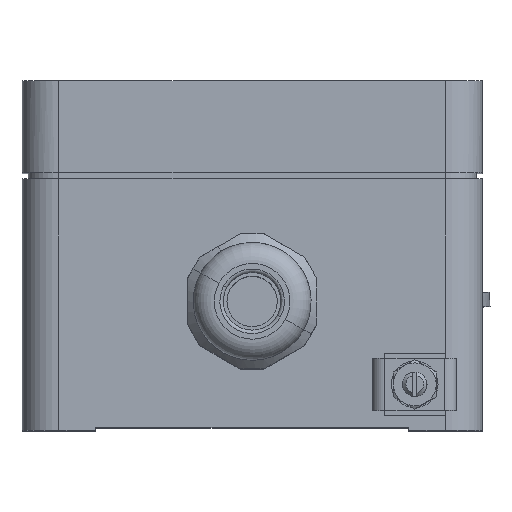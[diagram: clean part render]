
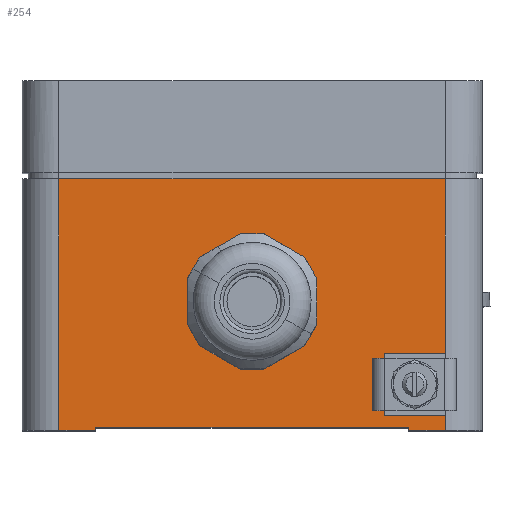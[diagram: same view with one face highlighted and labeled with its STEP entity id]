
A CAD part, top view. The second image highlights one B-rep face of the part: STEP entity #254.
In plain terms, the highlighted planar face has unit normal (0, 0, 1).
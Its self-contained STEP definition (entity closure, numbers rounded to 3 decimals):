
#107=AXIS2_PLACEMENT_3D('Circle Axis2P3D',#105,#106,$) ;
#164=AXIS2_PLACEMENT_3D('Plane Axis2P3D',#161,#162,#163) ;
#238=AXIS2_PLACEMENT_3D('Circle Axis2P3D',#236,#237,$) ;
#247=AXIS2_PLACEMENT_3D('Circle Axis2P3D',#245,#246,$) ;
#42=CARTESIAN_POINT('Vertex',(31.429,24.316,116.589)) ;
#68=CARTESIAN_POINT('Vertex',(43.571,17.684,116.589)) ;
#72=CARTESIAN_POINT('Control Point',(31.429,24.316,116.589)) ;
#73=CARTESIAN_POINT('Control Point',(31.95,25.27,116.589)) ;
#74=CARTESIAN_POINT('Control Point',(32.658,26.121,116.589)) ;
#75=CARTESIAN_POINT('Control Point',(33.527,26.821,116.589)) ;
#76=CARTESIAN_POINT('Control Point',(35.492,27.842,116.589)) ;
#77=CARTESIAN_POINT('Control Point',(37.698,28.045,116.589)) ;
#78=CARTESIAN_POINT('Control Point',(38.807,27.925,116.589)) ;
#79=CARTESIAN_POINT('Control Point',(40.919,27.258,116.589)) ;
#80=CARTESIAN_POINT('Control Point',(42.621,25.842,116.589)) ;
#81=CARTESIAN_POINT('Control Point',(43.321,24.973,116.589)) ;
#82=CARTESIAN_POINT('Control Point',(44.342,23.008,116.589)) ;
#83=CARTESIAN_POINT('Control Point',(44.545,20.802,116.589)) ;
#84=CARTESIAN_POINT('Control Point',(44.425,19.693,116.589)) ;
#85=CARTESIAN_POINT('Control Point',(44.092,18.637,116.589)) ;
#86=CARTESIAN_POINT('Control Point',(43.571,17.684,116.589)) ;
#105=CARTESIAN_POINT('Axis2P3D Location',(37.5,21.,116.589)) ;
#161=CARTESIAN_POINT('Axis2P3D Location',(75.,0.,116.589)) ;
#166=CARTESIAN_POINT('Line Origine',(12.,0.25,116.589)) ;
#170=CARTESIAN_POINT('Vertex',(12.,0.,116.589)) ;
#172=CARTESIAN_POINT('Vertex',(12.,0.5,116.589)) ;
#175=CARTESIAN_POINT('Line Origine',(37.5,0.5,116.589)) ;
#179=CARTESIAN_POINT('Vertex',(63.,0.5,116.589)) ;
#182=CARTESIAN_POINT('Line Origine',(63.,0.25,116.589)) ;
#186=CARTESIAN_POINT('Vertex',(63.,0.,116.589)) ;
#189=CARTESIAN_POINT('Line Origine',(66.,0.,116.589)) ;
#193=CARTESIAN_POINT('Vertex',(69.,0.,116.589)) ;
#196=CARTESIAN_POINT('Line Origine',(69.,20.5,116.589)) ;
#200=CARTESIAN_POINT('Vertex',(69.,41.,116.589)) ;
#203=CARTESIAN_POINT('Line Origine',(37.5,41.,116.589)) ;
#207=CARTESIAN_POINT('Vertex',(6.,41.,116.589)) ;
#210=CARTESIAN_POINT('Line Origine',(6.,20.5,116.589)) ;
#214=CARTESIAN_POINT('Vertex',(6.,0.,116.589)) ;
#217=CARTESIAN_POINT('Line Origine',(9.,0.,116.589)) ;
#236=CARTESIAN_POINT('Axis2P3D Location',(64.,7.5,116.589)) ;
#240=CARTESIAN_POINT('Vertex',(65.423,6.723,116.589)) ;
#242=CARTESIAN_POINT('Vertex',(62.577,8.277,116.589)) ;
#245=CARTESIAN_POINT('Axis2P3D Location',(64.,7.5,116.589)) ;
#106=DIRECTION('Axis2P3D Direction',(0.,0.,-1.)) ;
#162=DIRECTION('Axis2P3D Direction',(0.,0.,-1.)) ;
#163=DIRECTION('Axis2P3D XDirection',(-1.,0.,0.)) ;
#167=DIRECTION('Vector Direction',(0.,1.,0.)) ;
#176=DIRECTION('Vector Direction',(1.,0.,0.)) ;
#183=DIRECTION('Vector Direction',(0.,1.,0.)) ;
#190=DIRECTION('Vector Direction',(-1.,0.,0.)) ;
#197=DIRECTION('Vector Direction',(0.,1.,0.)) ;
#204=DIRECTION('Vector Direction',(-1.,0.,0.)) ;
#211=DIRECTION('Vector Direction',(0.,1.,0.)) ;
#218=DIRECTION('Vector Direction',(-1.,0.,0.)) ;
#237=DIRECTION('Axis2P3D Direction',(0.,0.,-1.)) ;
#246=DIRECTION('Axis2P3D Direction',(0.,0.,-1.)) ;
#168=VECTOR('Line Direction',#167,1.) ;
#177=VECTOR('Line Direction',#176,1.) ;
#184=VECTOR('Line Direction',#183,1.) ;
#191=VECTOR('Line Direction',#190,1.) ;
#198=VECTOR('Line Direction',#197,1.) ;
#205=VECTOR('Line Direction',#204,1.) ;
#212=VECTOR('Line Direction',#211,1.) ;
#219=VECTOR('Line Direction',#218,1.) ;
#223=ORIENTED_EDGE('',*,*,#174,.T.) ;
#224=ORIENTED_EDGE('',*,*,#181,.T.) ;
#225=ORIENTED_EDGE('',*,*,#188,.F.) ;
#226=ORIENTED_EDGE('',*,*,#195,.T.) ;
#227=ORIENTED_EDGE('',*,*,#202,.T.) ;
#228=ORIENTED_EDGE('',*,*,#209,.T.) ;
#229=ORIENTED_EDGE('',*,*,#216,.F.) ;
#230=ORIENTED_EDGE('',*,*,#221,.T.) ;
#233=ORIENTED_EDGE('',*,*,#87,.T.) ;
#234=ORIENTED_EDGE('',*,*,#109,.T.) ;
#251=ORIENTED_EDGE('',*,*,#244,.T.) ;
#252=ORIENTED_EDGE('',*,*,#249,.T.) ;
#235=FACE_BOUND('',#232,.T.) ;
#253=FACE_BOUND('',#250,.T.) ;
#254=ADVANCED_FACE('V1',(#231,#235,#253),#165,.F.) ;
#71=B_SPLINE_CURVE_WITH_KNOTS('',5,(#72,#73,#74,#75,#76,#77,#78,#79,#80,#81,#82,#83,#84,#85,#86),.UNSPECIFIED.,.F.,.U.,(6,3,3,3,6),(-10.866,-5.433,0.,5.433,10.866),.UNSPECIFIED.) ;
#108=CIRCLE('generated circle',#107,6.918) ;
#239=CIRCLE('generated circle',#238,1.621) ;
#248=CIRCLE('generated circle',#247,1.621) ;
#87=EDGE_CURVE('',#43,#69,#71,.T.) ;
#109=EDGE_CURVE('',#69,#43,#108,.T.) ;
#174=EDGE_CURVE('',#171,#173,#169,.T.) ;
#181=EDGE_CURVE('',#173,#180,#178,.T.) ;
#188=EDGE_CURVE('',#187,#180,#185,.T.) ;
#195=EDGE_CURVE('',#187,#194,#192,.F.) ;
#202=EDGE_CURVE('',#194,#201,#199,.T.) ;
#209=EDGE_CURVE('',#201,#208,#206,.T.) ;
#216=EDGE_CURVE('',#215,#208,#213,.T.) ;
#221=EDGE_CURVE('',#215,#171,#220,.F.) ;
#244=EDGE_CURVE('',#241,#243,#239,.T.) ;
#249=EDGE_CURVE('',#243,#241,#248,.T.) ;
#222=EDGE_LOOP('',(#223,#224,#225,#226,#227,#228,#229,#230)) ;
#232=EDGE_LOOP('',(#233,#234)) ;
#250=EDGE_LOOP('',(#251,#252)) ;
#231=FACE_OUTER_BOUND('',#222,.T.) ;
#169=LINE('Line',#166,#168) ;
#178=LINE('Line',#175,#177) ;
#185=LINE('Line',#182,#184) ;
#192=LINE('Line',#189,#191) ;
#199=LINE('Line',#196,#198) ;
#206=LINE('Line',#203,#205) ;
#213=LINE('Line',#210,#212) ;
#220=LINE('Line',#217,#219) ;
#165=PLANE('',#164) ;
#43=VERTEX_POINT('',#42) ;
#69=VERTEX_POINT('',#68) ;
#171=VERTEX_POINT('',#170) ;
#173=VERTEX_POINT('',#172) ;
#180=VERTEX_POINT('',#179) ;
#187=VERTEX_POINT('',#186) ;
#194=VERTEX_POINT('',#193) ;
#201=VERTEX_POINT('',#200) ;
#208=VERTEX_POINT('',#207) ;
#215=VERTEX_POINT('',#214) ;
#241=VERTEX_POINT('',#240) ;
#243=VERTEX_POINT('',#242) ;
